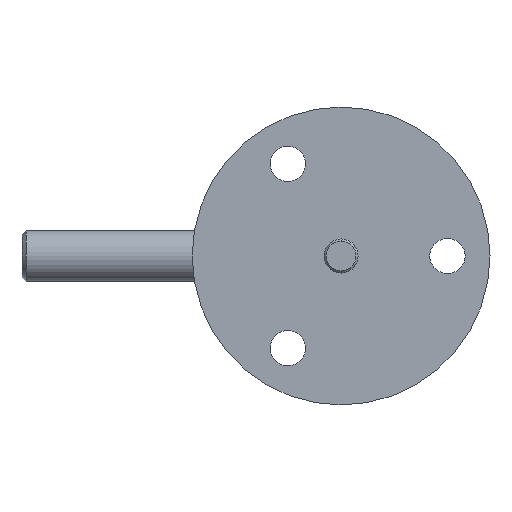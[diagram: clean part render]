
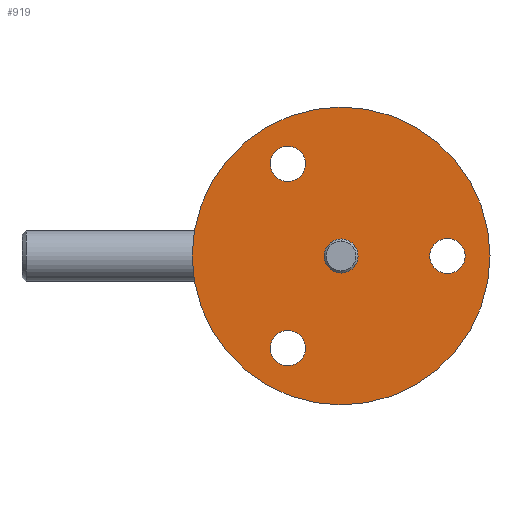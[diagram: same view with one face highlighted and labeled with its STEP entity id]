
A CAD part, left-side view. The second image highlights one B-rep face of the part: STEP entity #919.
In plain terms, the highlighted planar face has unit normal (-1, 0, 0).
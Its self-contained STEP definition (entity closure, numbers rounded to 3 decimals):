
#6 = ORIENTED_EDGE ( 'NONE', *, *, #750, .T. ) ;
#7 = AXIS2_PLACEMENT_3D ( 'NONE', #1402, #402, #386 ) ;
#18 = FACE_OUTER_BOUND ( 'NONE', #214, .T. ) ;
#20 = EDGE_CURVE ( 'NONE', #850, #1240, #915, .T. ) ;
#49 = DIRECTION ( 'NONE',  ( 0., 0., -1. ) ) ;
#62 = VERTEX_POINT ( 'NONE', #1144 ) ;
#63 = DIRECTION ( 'NONE',  ( 0., 0., -1. ) ) ;
#66 = CARTESIAN_POINT ( 'NONE',  ( -4., 12.5, 21.651 ) ) ;
#73 = CARTESIAN_POINT ( 'NONE',  ( -4., 0., -35. ) ) ;
#80 = CIRCLE ( 'NONE', #1380, 4. ) ;
#92 = EDGE_CURVE ( 'NONE', #62, #1179, #489, .T. ) ;
#94 = DIRECTION ( 'NONE',  ( 1., 0., 0. ) ) ;
#148 = VERTEX_POINT ( 'NONE', #250 ) ;
#160 = EDGE_LOOP ( 'NONE', ( #558, #1012 ) ) ;
#181 = EDGE_CURVE ( 'NONE', #1240, #850, #1449, .T. ) ;
#208 = ORIENTED_EDGE ( 'NONE', *, *, #813, .T. ) ;
#214 = EDGE_LOOP ( 'NONE', ( #787, #1108 ) ) ;
#229 = ORIENTED_EDGE ( 'NONE', *, *, #1156, .F. ) ;
#248 = CARTESIAN_POINT ( 'NONE',  ( -4., 0., 35. ) ) ;
#250 = CARTESIAN_POINT ( 'NONE',  ( -4., -25., 4.15 ) ) ;
#259 = DIRECTION ( 'NONE',  ( 1., 0., 0. ) ) ;
#296 = AXIS2_PLACEMENT_3D ( 'NONE', #650, #1335, #545 ) ;
#297 = CARTESIAN_POINT ( 'NONE',  ( -4., 0., -4. ) ) ;
#339 = DIRECTION ( 'NONE',  ( 1., 0., 0. ) ) ;
#340 = AXIS2_PLACEMENT_3D ( 'NONE', #901, #339, #1260 ) ;
#357 = VERTEX_POINT ( 'NONE', #297 ) ;
#366 = DIRECTION ( 'NONE',  ( 1., 0., 0. ) ) ;
#386 = DIRECTION ( 'NONE',  ( 0., 0., -1. ) ) ;
#402 = DIRECTION ( 'NONE',  ( 1., 0., 0. ) ) ;
#419 = EDGE_CURVE ( 'NONE', #1179, #62, #1229, .T. ) ;
#452 = ORIENTED_EDGE ( 'NONE', *, *, #1373, .T. ) ;
#461 = CARTESIAN_POINT ( 'NONE',  ( -4., 0., 0. ) ) ;
#489 = CIRCLE ( 'NONE', #1321, 4.15 ) ;
#492 = AXIS2_PLACEMENT_3D ( 'NONE', #536, #1086, #1314 ) ;
#517 = CARTESIAN_POINT ( 'NONE',  ( -4., -25., -4.15 ) ) ;
#525 = EDGE_LOOP ( 'NONE', ( #452, #1399 ) ) ;
#536 = CARTESIAN_POINT ( 'NONE',  ( -4., 12.5, 21.651 ) ) ;
#545 = DIRECTION ( 'NONE',  ( 0., 0., -1. ) ) ;
#553 = AXIS2_PLACEMENT_3D ( 'NONE', #591, #1075, #615 ) ;
#558 = ORIENTED_EDGE ( 'NONE', *, *, #92, .T. ) ;
#562 = FACE_BOUND ( 'NONE', #525, .T. ) ;
#586 = CARTESIAN_POINT ( 'NONE',  ( -4., 12.5, 17.501 ) ) ;
#589 = AXIS2_PLACEMENT_3D ( 'NONE', #1346, #1436, #900 ) ;
#591 = CARTESIAN_POINT ( 'NONE',  ( -4., 0., 0. ) ) ;
#593 = CARTESIAN_POINT ( 'NONE',  ( -4., 12.5, -21.651 ) ) ;
#615 = DIRECTION ( 'NONE',  ( 0., 0., -1. ) ) ;
#627 = AXIS2_PLACEMENT_3D ( 'NONE', #941, #1190, #63 ) ;
#650 = CARTESIAN_POINT ( 'NONE',  ( -4., 0., 0. ) ) ;
#664 = PLANE ( 'NONE',  #340 ) ;
#667 = AXIS2_PLACEMENT_3D ( 'NONE', #461, #366, #930 ) ;
#737 = VERTEX_POINT ( 'NONE', #971 ) ;
#750 = EDGE_CURVE ( 'NONE', #940, #737, #1331, .T. ) ;
#762 = CIRCLE ( 'NONE', #553, 4. ) ;
#787 = ORIENTED_EDGE ( 'NONE', *, *, #20, .F. ) ;
#811 = VERTEX_POINT ( 'NONE', #1328 ) ;
#813 = EDGE_CURVE ( 'NONE', #737, #940, #1131, .T. ) ;
#821 = EDGE_LOOP ( 'NONE', ( #6, #208 ) ) ;
#850 = VERTEX_POINT ( 'NONE', #73 ) ;
#894 = FACE_BOUND ( 'NONE', #821, .T. ) ;
#900 = DIRECTION ( 'NONE',  ( 0., 0., -1. ) ) ;
#901 = CARTESIAN_POINT ( 'NONE',  ( -4., 0., 0. ) ) ;
#904 = EDGE_LOOP ( 'NONE', ( #229, #1396 ) ) ;
#915 = CIRCLE ( 'NONE', #296, 35. ) ;
#919 = ADVANCED_FACE ( 'NONE', ( #1244, #894, #562, #1123, #18 ), #664, .F. ) ;
#930 = DIRECTION ( 'NONE',  ( 0., 0., -1. ) ) ;
#940 = VERTEX_POINT ( 'NONE', #586 ) ;
#941 = CARTESIAN_POINT ( 'NONE',  ( -4., -25., 0. ) ) ;
#971 = CARTESIAN_POINT ( 'NONE',  ( -4., 12.5, 25.801 ) ) ;
#1012 = ORIENTED_EDGE ( 'NONE', *, *, #419, .T. ) ;
#1059 = DIRECTION ( 'NONE',  ( -1., 0., 0. ) ) ;
#1075 = DIRECTION ( 'NONE',  ( -1., 0., 0. ) ) ;
#1086 = DIRECTION ( 'NONE',  ( 1., 0., 0. ) ) ;
#1108 = ORIENTED_EDGE ( 'NONE', *, *, #181, .F. ) ;
#1123 = FACE_BOUND ( 'NONE', #904, .T. ) ;
#1128 = EDGE_CURVE ( 'NONE', #811, #357, #762, .T. ) ;
#1131 = CIRCLE ( 'NONE', #492, 4.15 ) ;
#1144 = CARTESIAN_POINT ( 'NONE',  ( -4., 12.5, -25.801 ) ) ;
#1148 = CIRCLE ( 'NONE', #627, 4.15 ) ;
#1156 = EDGE_CURVE ( 'NONE', #357, #811, #80, .T. ) ;
#1179 = VERTEX_POINT ( 'NONE', #1188 ) ;
#1188 = CARTESIAN_POINT ( 'NONE',  ( -4., 12.5, -17.501 ) ) ;
#1190 = DIRECTION ( 'NONE',  ( 1., 0., 0. ) ) ;
#1221 = CIRCLE ( 'NONE', #7, 4.15 ) ;
#1229 = CIRCLE ( 'NONE', #589, 4.15 ) ;
#1234 = AXIS2_PLACEMENT_3D ( 'NONE', #66, #94, #1334 ) ;
#1240 = VERTEX_POINT ( 'NONE', #248 ) ;
#1244 = FACE_BOUND ( 'NONE', #160, .T. ) ;
#1260 = DIRECTION ( 'NONE',  ( 0., 0., -1. ) ) ;
#1283 = CARTESIAN_POINT ( 'NONE',  ( -4., 0., 0. ) ) ;
#1314 = DIRECTION ( 'NONE',  ( 0., 0., -1. ) ) ;
#1321 = AXIS2_PLACEMENT_3D ( 'NONE', #593, #259, #1372 ) ;
#1328 = CARTESIAN_POINT ( 'NONE',  ( -4., 0., 4. ) ) ;
#1331 = CIRCLE ( 'NONE', #1234, 4.15 ) ;
#1334 = DIRECTION ( 'NONE',  ( 0., 0., -1. ) ) ;
#1335 = DIRECTION ( 'NONE',  ( 1., 0., 0. ) ) ;
#1346 = CARTESIAN_POINT ( 'NONE',  ( -4., 12.5, -21.651 ) ) ;
#1372 = DIRECTION ( 'NONE',  ( 0., 0., -1. ) ) ;
#1373 = EDGE_CURVE ( 'NONE', #1454, #148, #1221, .T. ) ;
#1380 = AXIS2_PLACEMENT_3D ( 'NONE', #1283, #1059, #49 ) ;
#1396 = ORIENTED_EDGE ( 'NONE', *, *, #1128, .F. ) ;
#1399 = ORIENTED_EDGE ( 'NONE', *, *, #1452, .T. ) ;
#1402 = CARTESIAN_POINT ( 'NONE',  ( -4., -25., 0. ) ) ;
#1436 = DIRECTION ( 'NONE',  ( 1., 0., 0. ) ) ;
#1449 = CIRCLE ( 'NONE', #667, 35. ) ;
#1452 = EDGE_CURVE ( 'NONE', #148, #1454, #1148, .T. ) ;
#1454 = VERTEX_POINT ( 'NONE', #517 ) ;
